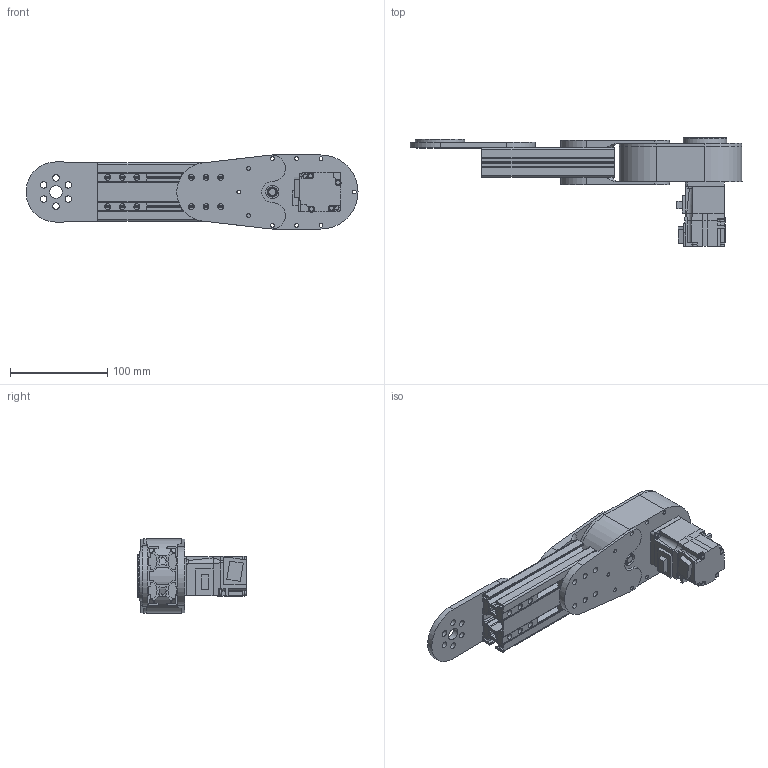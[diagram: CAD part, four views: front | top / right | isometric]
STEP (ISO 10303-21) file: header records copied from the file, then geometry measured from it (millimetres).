
FILE_DESCRIPTION(/* description */ (''),/* implementation_level */ '2;1');
FILE_NAME(/* name */ 'Link_02_Assembly_V04.stp',/* time_stamp */ '2025-12-04T14:06:31+01:00',/* author */ ('pochi'),/* organization */ (''),/* preprocessor_version */ 'ST-DEVELOPER v20.1',/* originating_system */ 'Autodesk Inventor 2026',/* authorisation */ '');
FILE_SCHEMA (('AUTOMOTIVE_DESIGN { 1 0 10303 214 3 1 1 }'));
Length unit declared in the file: millimetre
Products named in the file (21): Link_02_Assembly_V02; Link_02_V03; RotationalConector_30x60; Reducer_Motor_HG-KR53; Housing; Bearing_08_26_08; Shaft_8mm; Washer_M8_12_0.3; Pulley_3M12T_01; Washer_M8_10_3.8; Pulley_3M60T_01; Washer_M8_14_0.5; Pulley_3M12T_02; Pulley_3M60T_02; ActuationDisk; Bearing_45_55_06; Cover; Bearing_08_16_04; 04_HG-KR053; M3_Screw; RigidConector_30x60
Assembly tree (28 placements, depth 3):
  Link_02_Assembly_V02
    Link_02_V03
    RotationalConector_30x60
    Reducer_Motor_HG-KR53
      Housing
      Bearing_08_16_04  x2
      Bearing_08_26_08
      Shaft_8mm
      Washer_M8_12_0.3
      Pulley_3M12T_01
      Washer_M8_10_3.8
      Pulley_3M60T_01
      Washer_M8_14_0.5  x2
      Pulley_3M12T_02
      Pulley_3M60T_02
      ActuationDisk
      Bearing_45_55_06
      Cover
      04_HG-KR053
      M3_Screw  x6
    RigidConector_30x60  x2
Bounding box: 340.79 x 111.7 x 76 mm (x, y, z)
Volume: 491534.4 mm3; surface area: 266167.4 mm2
Topology: 36 solids, 36 shells, 1246 faces, 3266 edges, 2130 vertices
Faces by surface type: plane 649, cylinder 516, cone 57, torus 15, bspline 9
Full cylindrical faces by diameter (mm): 3 x18, 4 x34, 4.5 x10, 5.6 x2, 5.8 x6, 5.9 x2, 6 x46, 6.6 x6, 8 x12, 10 x2, 10.4 x4, 10.7 x2, 12 x1, 13 x4, 13.6 x6, 14 x2, 15 x4, 16 x4, 20 x2, 21 x3, 26 x2, 30 x2, 45 x3, 47.8 x3, 51 x1, 52.2 x3, 55 x2, 56.54 x2, 59 x1, 60 x4
Entity records: 36917 total; most frequent: CARTESIAN_POINT 7124, DIRECTION 6176, ORIENTED_EDGE 5812, EDGE_CURVE 2906, AXIS2_PLACEMENT_3D 2250, VERTEX_POINT 1913, LINE 1676, VECTOR 1676
